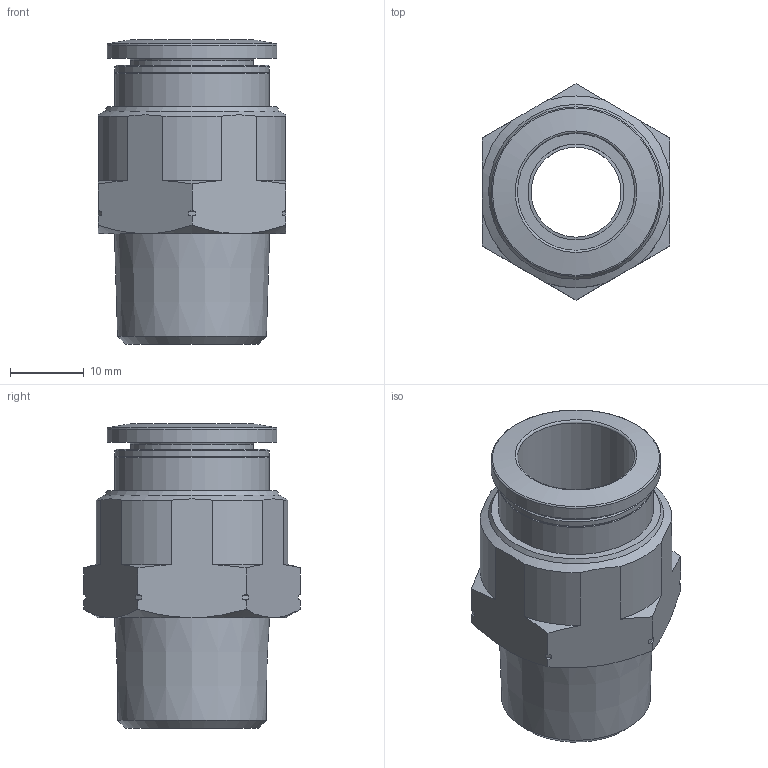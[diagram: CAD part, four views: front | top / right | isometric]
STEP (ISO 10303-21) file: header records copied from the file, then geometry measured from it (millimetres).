
FILE_DESCRIPTION(/* description */ ('STEP AP214'),/* implementation_level */ '2;1');
FILE_NAME(/* name */ '190682_QS-1_2-5_8-U',/* time_stamp */ '2024-09-14T05:35:57+02:00',/* author */ ('License CC BY-ND 4.0'),/* organization */ ('CADENAS'),/* preprocessor_version */ 'ST-DEVELOPER v19.3',/* originating_system */ 'PARTsolutions',/* authorisation */ ' ');
FILE_SCHEMA (('AUTOMOTIVE_DESIGN {1 0 10303 214 3 1 1}'));
Length unit declared in the file: millimetre
Products named in the file (1): 190682 QS-1/2-5/8-U
Bounding box: 25.4 x 29.33 x 41.3 mm (x, y, z)
Volume: 10252.9 mm3; surface area: 5958.5 mm2
Topology: 1 solids, 1 shells, 68 faces, 166 edges, 104 vertices
Faces by surface type: cone 34, cylinder 19, plane 12, torus 3
Full cylindrical faces by diameter (mm): 12.192 x1, 13 x1, 15.88 x1, 16.68 x1, 21 x2, 23 x1
Entity records: 2434 total; most frequent: CARTESIAN_POINT 479, ORIENTED_EDGE 290, DIRECTION 284, EDGE_CURVE 145, AXIS2_PLACEMENT_3D 124, VERTEX_POINT 103, EDGE_LOOP 94, FACE_BOUND 94
